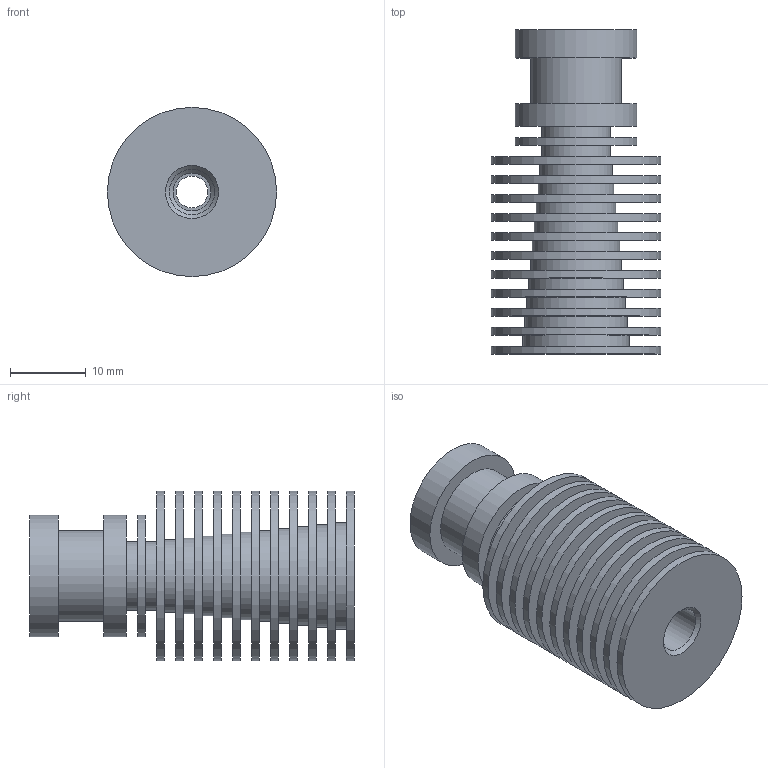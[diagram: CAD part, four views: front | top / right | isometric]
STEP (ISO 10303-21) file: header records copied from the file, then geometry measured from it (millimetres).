
FILE_DESCRIPTION(/* description */ (''),/* implementation_level */ '2;1');
FILE_NAME(/* name */ 'HE1.75-HS.stp',/* time_stamp */ '2017-11-30T09:45:34+01:00',/* author */ ('jange'),/* organization */ (''),/* preprocessor_version */ 'ST-DEVELOPER v17',/* originating_system */ 'Autodesk Inventor 2018',/* authorisation */ '');
FILE_SCHEMA (('AUTOMOTIVE_DESIGN { 1 0 10303 214 3 1 1 }'));
Length unit declared in the file: millimetre
Products named in the file (1): E3D-V6
Bounding box: 22.3 x 42.7 x 22.3 mm (x, y, z)
Volume: 7292.8 mm3; surface area: 9821.3 mm2
Topology: 1 solids, 1 shells, 64 faces, 160 edges, 126 vertices
Faces by surface type: cylinder 30, plane 30, cone 4
Full cylindrical faces by diameter (mm): 4.2 x1, 6 x1, 8 x1, 9 x2, 9.5 x1, 10 x1, 10.5 x1, 11 x1, 11.5 x1, 12 x2, 12.5 x1, 13 x1, 13.5 x1, 14 x1, 16 x3, 22.3 x11
Entity records: 2124 total; most frequent: DIRECTION 416, CARTESIAN_POINT 351, ORIENTED_EDGE 320, AXIS2_PLACEMENT_3D 191, EDGE_CURVE 160, CIRCLE 126, VERTEX_POINT 126, EDGE_LOOP 94
